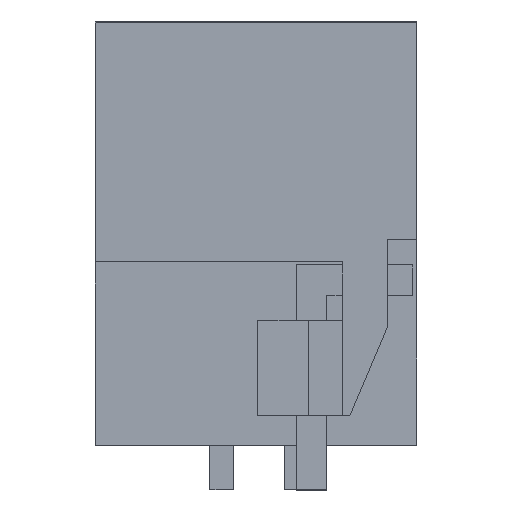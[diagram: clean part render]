
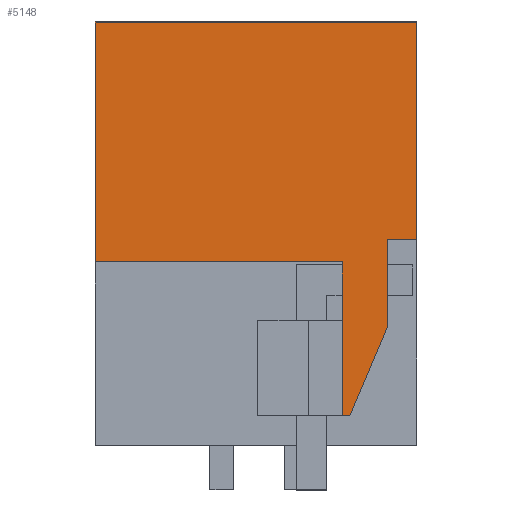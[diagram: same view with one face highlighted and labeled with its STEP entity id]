
A CAD part, left-side view. The second image highlights one B-rep face of the part: STEP entity #5148.
In plain terms, the highlighted planar face has unit normal (-1, 0, 0).
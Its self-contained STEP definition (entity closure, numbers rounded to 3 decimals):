
#5095=AXIS2_PLACEMENT_3D('Plane Axis2P3D',#5092,#5093,#5094) ;
#183=CARTESIAN_POINT('Vertex',(0.,10.8,15.7)) ;
#186=CARTESIAN_POINT('Line Origine',(0.,5.4,15.7)) ;
#190=CARTESIAN_POINT('Vertex',(0.,0.,15.7)) ;
#2493=CARTESIAN_POINT('Line Origine',(0.,0.,12.05)) ;
#2497=CARTESIAN_POINT('Vertex',(0.,0.,8.4)) ;
#3353=CARTESIAN_POINT('Vertex',(0.,10.8,7.65)) ;
#3356=CARTESIAN_POINT('Line Origine',(0.,10.8,11.675)) ;
#5092=CARTESIAN_POINT('Axis2P3D Location',(0.,10.8,-2.)) ;
#5097=CARTESIAN_POINT('Line Origine',(0.,6.65,7.65)) ;
#5101=CARTESIAN_POINT('Vertex',(0.,2.5,7.65)) ;
#5104=CARTESIAN_POINT('Line Origine',(0.,2.5,5.075)) ;
#5108=CARTESIAN_POINT('Vertex',(0.,2.5,2.5)) ;
#5111=CARTESIAN_POINT('Line Origine',(0.,2.375,2.5)) ;
#5115=CARTESIAN_POINT('Vertex',(0.,2.25,2.5)) ;
#5118=CARTESIAN_POINT('Line Origine',(0.,1.623,3.979)) ;
#5122=CARTESIAN_POINT('Vertex',(0.,0.997,5.458)) ;
#5125=CARTESIAN_POINT('Line Origine',(0.,0.997,6.929)) ;
#5129=CARTESIAN_POINT('Vertex',(0.,0.997,8.4)) ;
#5132=CARTESIAN_POINT('Line Origine',(0.,0.498,8.4)) ;
#187=DIRECTION('Vector Direction',(0.,-1.,0.)) ;
#2494=DIRECTION('Vector Direction',(0.,0.,1.)) ;
#3357=DIRECTION('Vector Direction',(0.,0.,1.)) ;
#5093=DIRECTION('Axis2P3D Direction',(-1.,0.,0.)) ;
#5094=DIRECTION('Axis2P3D XDirection',(0.,-1.,0.)) ;
#5098=DIRECTION('Vector Direction',(0.,1.,0.)) ;
#5105=DIRECTION('Vector Direction',(0.,0.,1.)) ;
#5112=DIRECTION('Vector Direction',(0.,-1.,0.)) ;
#5119=DIRECTION('Vector Direction',(0.,0.39,-0.921)) ;
#5126=DIRECTION('Vector Direction',(0.,0.,1.)) ;
#5133=DIRECTION('Vector Direction',(0.,-1.,0.)) ;
#188=VECTOR('Line Direction',#187,1.) ;
#2495=VECTOR('Line Direction',#2494,1.) ;
#3358=VECTOR('Line Direction',#3357,1.) ;
#5099=VECTOR('Line Direction',#5098,1.) ;
#5106=VECTOR('Line Direction',#5105,1.) ;
#5113=VECTOR('Line Direction',#5112,1.) ;
#5120=VECTOR('Line Direction',#5119,1.) ;
#5127=VECTOR('Line Direction',#5126,1.) ;
#5134=VECTOR('Line Direction',#5133,1.) ;
#5138=ORIENTED_EDGE('',*,*,#2499,.T.) ;
#5139=ORIENTED_EDGE('',*,*,#192,.T.) ;
#5140=ORIENTED_EDGE('',*,*,#3360,.T.) ;
#5141=ORIENTED_EDGE('',*,*,#5103,.F.) ;
#5142=ORIENTED_EDGE('',*,*,#5110,.F.) ;
#5143=ORIENTED_EDGE('',*,*,#5117,.F.) ;
#5144=ORIENTED_EDGE('',*,*,#5124,.F.) ;
#5145=ORIENTED_EDGE('',*,*,#5131,.F.) ;
#5146=ORIENTED_EDGE('',*,*,#5136,.F.) ;
#5148=ADVANCED_FACE('HOUSING',(#5147),#5096,.T.) ;
#192=EDGE_CURVE('',#191,#184,#189,.F.) ;
#2499=EDGE_CURVE('',#2498,#191,#2496,.T.) ;
#3360=EDGE_CURVE('',#184,#3354,#3359,.F.) ;
#5103=EDGE_CURVE('',#5102,#3354,#5100,.T.) ;
#5110=EDGE_CURVE('',#5109,#5102,#5107,.T.) ;
#5117=EDGE_CURVE('',#5116,#5109,#5114,.F.) ;
#5124=EDGE_CURVE('',#5123,#5116,#5121,.T.) ;
#5131=EDGE_CURVE('',#5130,#5123,#5128,.F.) ;
#5136=EDGE_CURVE('',#2498,#5130,#5135,.F.) ;
#5137=EDGE_LOOP('',(#5138,#5139,#5140,#5141,#5142,#5143,#5144,#5145,#5146)) ;
#5147=FACE_OUTER_BOUND('',#5137,.T.) ;
#189=LINE('Line',#186,#188) ;
#2496=LINE('Line',#2493,#2495) ;
#3359=LINE('Line',#3356,#3358) ;
#5100=LINE('Line',#5097,#5099) ;
#5107=LINE('Line',#5104,#5106) ;
#5114=LINE('Line',#5111,#5113) ;
#5121=LINE('Line',#5118,#5120) ;
#5128=LINE('Line',#5125,#5127) ;
#5135=LINE('Line',#5132,#5134) ;
#5096=PLANE('',#5095) ;
#184=VERTEX_POINT('',#183) ;
#191=VERTEX_POINT('',#190) ;
#2498=VERTEX_POINT('',#2497) ;
#3354=VERTEX_POINT('',#3353) ;
#5102=VERTEX_POINT('',#5101) ;
#5109=VERTEX_POINT('',#5108) ;
#5116=VERTEX_POINT('',#5115) ;
#5123=VERTEX_POINT('',#5122) ;
#5130=VERTEX_POINT('',#5129) ;
